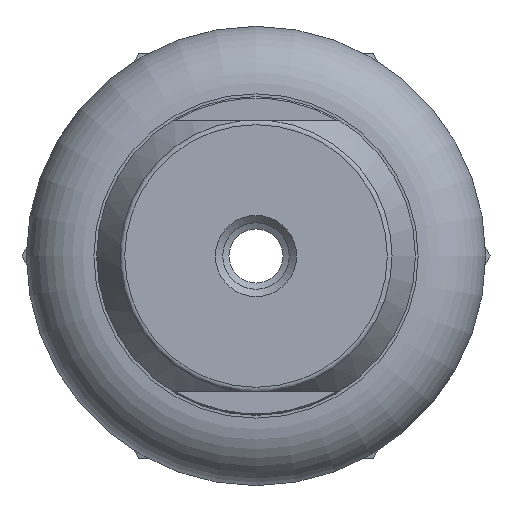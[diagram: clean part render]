
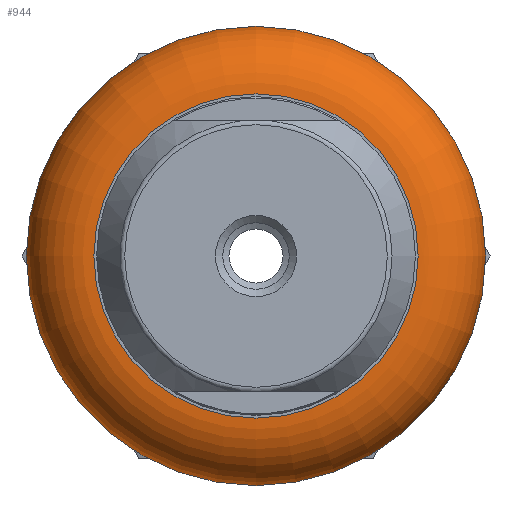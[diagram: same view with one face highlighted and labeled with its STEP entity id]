
A CAD part, front view. The second image highlights one B-rep face of the part: STEP entity #944.
In plain terms, the highlighted toroidal (fillet/blend) face has major radius 6 mm and minor radius 2.5 mm.
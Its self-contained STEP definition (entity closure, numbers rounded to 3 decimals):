
#200=CIRCLE('',#1119,6.);
#201=CIRCLE('',#1121,6.);
#363=ORIENTED_EDGE('',*,*,#495,.T.);
#364=ORIENTED_EDGE('',*,*,#494,.F.);
#494=EDGE_CURVE('',#586,#586,#200,.T.);
#495=EDGE_CURVE('',#587,#587,#201,.T.);
#586=VERTEX_POINT('',#1698);
#587=VERTEX_POINT('',#1701);
#732=EDGE_LOOP('',(#363));
#733=EDGE_LOOP('',(#364));
#858=FACE_BOUND('',#732,.T.);
#859=FACE_BOUND('',#733,.T.);
#888=TOROIDAL_SURFACE('',#1120,6.,2.5);
#944=ADVANCED_FACE('',(#858,#859),#888,.T.);
#1119=AXIS2_PLACEMENT_3D('',#1697,#1379,#1380);
#1120=AXIS2_PLACEMENT_3D('',#1699,#1381,#1382);
#1121=AXIS2_PLACEMENT_3D('',#1700,#1383,#1384);
#1379=DIRECTION('',(0.,-1.,0.));
#1380=DIRECTION('',(0.,0.,-1.));
#1381=DIRECTION('',(0.,-1.,0.));
#1382=DIRECTION('',(0.,0.,-1.));
#1383=DIRECTION('',(0.,-1.,0.));
#1384=DIRECTION('',(0.,0.,-1.));
#1697=CARTESIAN_POINT('',(0.,-2.5,0.));
#1698=CARTESIAN_POINT('',(0.,-2.5,-6.));
#1699=CARTESIAN_POINT('',(0.,0.,0.));
#1700=CARTESIAN_POINT('',(0.,2.5,0.));
#1701=CARTESIAN_POINT('',(0.,2.5,-6.));
